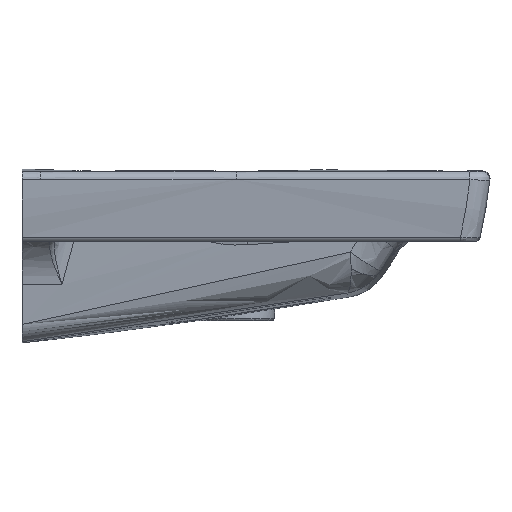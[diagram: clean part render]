
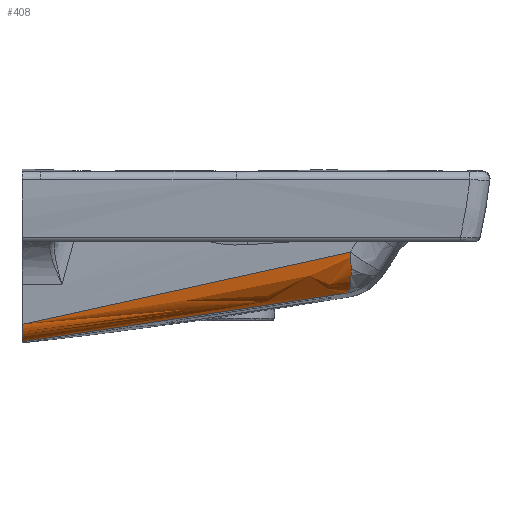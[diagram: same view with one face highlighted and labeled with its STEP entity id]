
A CAD part, left-side view. The second image highlights one B-rep face of the part: STEP entity #408.
In plain terms, the highlighted free-form (B-spline) face has degree [3, 3] with [10, 4] control points.
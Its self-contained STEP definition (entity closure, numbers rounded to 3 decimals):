
#131=(
BOUNDED_SURFACE()
B_SPLINE_SURFACE(3,3,((#9468,#9469,#9470,#9471),(#9472,#9473,#9474,#9475),
(#9476,#9477,#9478,#9479),(#9480,#9481,#9482,#9483),(#9484,#9485,#9486,
#9487),(#9488,#9489,#9490,#9491),(#9492,#9493,#9494,#9495),(#9496,#9497,
#9498,#9499),(#9500,#9501,#9502,#9503),(#9504,#9505,#9506,#9507)),
 .UNSPECIFIED.,.F.,.F.,.F.)
B_SPLINE_SURFACE_WITH_KNOTS((4,1,1,1,1,1,1,4),(4,4),(0.,0.021,
0.052,0.083,0.864,0.895,
0.926,1.),(0.,1.),.UNSPECIFIED.)
GEOMETRIC_REPRESENTATION_ITEM()
RATIONAL_B_SPLINE_SURFACE(((1.019,1.019,1.019,
1.019),(1.019,1.019,1.019,1.019),
(1.019,1.019,1.019,1.019),(1.019,
1.019,1.019,1.019),(0.842,0.844,
0.846,0.847),(0.842,0.844,
0.846,0.847),(1.019,1.019,
1.019,1.019),(1.019,1.019,1.019,
1.019),(1.019,1.019,1.019,1.019),
(1.019,1.019,1.019,1.019)))
REPRESENTATION_ITEM('')
SURFACE()
);
#182=(
BOUNDED_CURVE()
B_SPLINE_CURVE(3,(#8052,#8053,#8054,#8055),.UNSPECIFIED.,.F.,.F.)
B_SPLINE_CURVE_WITH_KNOTS((4,4),(0.,1.),.UNSPECIFIED.)
CURVE()
GEOMETRIC_REPRESENTATION_ITEM()
RATIONAL_B_SPLINE_CURVE((1.,1.,1.,
1.))
REPRESENTATION_ITEM('')
);
#408=ADVANCED_FACE('',(#573),#131,.T.);
#573=FACE_OUTER_BOUND('',#722,.T.);
#722=EDGE_LOOP('',(#1097,#1098,#1099,#1100,#1101));
#1097=ORIENTED_EDGE('',*,*,#2045,.F.);
#1098=ORIENTED_EDGE('',*,*,#2046,.F.);
#1099=ORIENTED_EDGE('',*,*,#2027,.T.);
#1100=ORIENTED_EDGE('',*,*,#2029,.T.);
#1101=ORIENTED_EDGE('',*,*,#2034,.T.);
#1720=VERTEX_POINT('',#7601);
#1726=VERTEX_POINT('',#7899);
#1735=VERTEX_POINT('',#8096);
#1737=VERTEX_POINT('',#8594);
#1742=VERTEX_POINT('',#9461);
#2027=EDGE_CURVE('',#1726,#1720,#182,.T.);
#2029=EDGE_CURVE('',#1720,#1735,#2378,.T.);
#2034=EDGE_CURVE('',#1735,#1737,#2382,.T.);
#2045=EDGE_CURVE('',#1742,#1737,#2390,.T.);
#2046=EDGE_CURVE('',#1726,#1742,#2391,.T.);
#2378=B_SPLINE_CURVE_WITH_KNOTS('',3,(#8097,#8098,#8099,#8100,#8101,#8102,
#8103,#8104),.UNSPECIFIED.,.F.,.F.,(4,2,2,4),(0.,0.5,0.75,1.),
 .UNSPECIFIED.);
#2382=B_SPLINE_CURVE_WITH_KNOTS('',3,(#8595,#8596,#8597,#8598),
 .UNSPECIFIED.,.F.,.F.,(4,4),(0.,1.),.UNSPECIFIED.);
#2390=B_SPLINE_CURVE_WITH_KNOTS('',3,(#9441,#9442,#9443,#9444,#9445,#9446,
#9447,#9448,#9449,#9450,#9451,#9452,#9453,#9454,#9455,#9456,#9457,#9458,
#9459,#9460),.UNSPECIFIED.,.F.,.F.,(4,2,2,2,2,2,2,2,2,4),(0.,0.25,0.313,
0.375,0.5,0.563,0.594,0.625,0.75,1.),.UNSPECIFIED.);
#2391=B_SPLINE_CURVE_WITH_KNOTS('',3,(#9462,#9463,#9464,#9465,#9466,#9467),
 .UNSPECIFIED.,.F.,.F.,(4,2,4),(0.,0.5,1.),.UNSPECIFIED.);
#7601=CARTESIAN_POINT('',(-198.483,-326.213,-122.025));
#7899=CARTESIAN_POINT('',(-226.341,0.,-170.773));
#8052=CARTESIAN_POINT('',(-226.341,0.,-170.773));
#8053=CARTESIAN_POINT('',(-217.149,-108.907,-155.699));
#8054=CARTESIAN_POINT('',(-207.865,-217.654,-139.451));
#8055=CARTESIAN_POINT('',(-198.483,-326.213,-122.025));
#8096=CARTESIAN_POINT('',(-236.027,-330.556,-97.407));
#8097=CARTESIAN_POINT('',(-198.483,-326.213,-122.025));
#8098=CARTESIAN_POINT('',(-205.396,-327.539,-121.515));
#8099=CARTESIAN_POINT('',(-212.948,-328.593,-119.259));
#8100=CARTESIAN_POINT('',(-223.067,-329.654,-112.858));
#8101=CARTESIAN_POINT('',(-226.226,-329.925,-110.244));
#8102=CARTESIAN_POINT('',(-231.762,-330.329,-104.281));
#8103=CARTESIAN_POINT('',(-234.138,-330.463,-100.936));
#8104=CARTESIAN_POINT('',(-236.028,-330.557,-97.407));
#8594=CARTESIAN_POINT('',(-241.374,-329.401,-80.793));
#8595=CARTESIAN_POINT('',(-236.028,-330.557,-97.407));
#8596=CARTESIAN_POINT('',(-239.362,-330.231,-91.302));
#8597=CARTESIAN_POINT('',(-240.791,-329.798,-85.523));
#8598=CARTESIAN_POINT('',(-241.374,-329.398,-80.791));
#9441=CARTESIAN_POINT('',(-245.225,0.,-153.348));
#9442=CARTESIAN_POINT('',(-244.867,-31.863,-146.752));
#9443=CARTESIAN_POINT('',(-244.527,-61.787,-140.432));
#9444=CARTESIAN_POINT('',(-244.124,-96.904,-132.906));
#9445=CARTESIAN_POINT('',(-244.045,-103.809,-131.42));
#9446=CARTESIAN_POINT('',(-243.884,-117.787,-128.4));
#9447=CARTESIAN_POINT('',(-243.803,-124.77,-126.886));
#9448=CARTESIAN_POINT('',(-243.56,-145.701,-122.33));
#9449=CARTESIAN_POINT('',(-243.398,-159.632,-119.274));
#9450=CARTESIAN_POINT('',(-243.154,-180.499,-114.663));
#9451=CARTESIAN_POINT('',(-243.072,-187.45,-113.122));
#9452=CARTESIAN_POINT('',(-242.949,-197.869,-110.803));
#9453=CARTESIAN_POINT('',(-242.91,-201.197,-110.06));
#9454=CARTESIAN_POINT('',(-242.831,-207.864,-108.571));
#9455=CARTESIAN_POINT('',(-242.792,-211.188,-107.827));
#9456=CARTESIAN_POINT('',(-242.596,-227.756,-104.113));
#9457=CARTESIAN_POINT('',(-242.44,-240.851,-101.156));
#9458=CARTESIAN_POINT('',(-241.976,-279.649,-92.336));
#9459=CARTESIAN_POINT('',(-241.672,-304.866,-86.522));
#9460=CARTESIAN_POINT('',(-241.374,-329.398,-80.791));
#9461=CARTESIAN_POINT('',(-245.225,0.,-153.348));
#9462=CARTESIAN_POINT('',(-226.341,0.,-170.773));
#9463=CARTESIAN_POINT('',(-231.027,0.,-170.56));
#9464=CARTESIAN_POINT('',(-235.512,0.,-168.665));
#9465=CARTESIAN_POINT('',(-242.351,0.,-162.308));
#9466=CARTESIAN_POINT('',(-244.573,0.,-157.975));
#9467=CARTESIAN_POINT('',(-245.225,0.,-153.348));
#9468=CARTESIAN_POINT('',(-189.955,-351.638,-117.937));
#9469=CARTESIAN_POINT('',(-201.885,-228.942,-137.853));
#9470=CARTESIAN_POINT('',(-213.667,-106.031,-156.251));
#9471=CARTESIAN_POINT('',(-225.31,17.062,-173.142));
#9472=CARTESIAN_POINT('',(-190.482,-351.65,-117.941));
#9473=CARTESIAN_POINT('',(-202.304,-228.951,-137.856));
#9474=CARTESIAN_POINT('',(-213.978,-106.038,-156.252));
#9475=CARTESIAN_POINT('',(-225.516,17.057,-173.142));
#9476=CARTESIAN_POINT('',(-191.789,-351.678,-117.951));
#9477=CARTESIAN_POINT('',(-203.341,-228.972,-137.862));
#9478=CARTESIAN_POINT('',(-214.75,-106.054,-156.255));
#9479=CARTESIAN_POINT('',(-226.027,17.047,-173.144));
#9480=CARTESIAN_POINT('',(-193.876,-351.724,-117.967));
#9481=CARTESIAN_POINT('',(-204.998,-229.008,-137.871));
#9482=CARTESIAN_POINT('',(-215.983,-106.079,-156.261));
#9483=CARTESIAN_POINT('',(-226.842,17.029,-173.147));
#9484=CARTESIAN_POINT('',(-219.721,-352.173,-117.479));
#9485=CARTESIAN_POINT('',(-225.431,-229.669,-137.401));
#9486=CARTESIAN_POINT('',(-231.146,-106.62,-155.892));
#9487=CARTESIAN_POINT('',(-236.859,16.856,-172.921));
#9488=CARTESIAN_POINT('',(-238.913,-349.676,-99.962));
#9489=CARTESIAN_POINT('',(-240.679,-227.844,-123.572));
#9490=CARTESIAN_POINT('',(-242.497,-105.363,-145.655));
#9491=CARTESIAN_POINT('',(-244.358,17.648,-166.18));
#9492=CARTESIAN_POINT('',(-241.427,-345.536,-74.567));
#9493=CARTESIAN_POINT('',(-242.87,-224.476,-103.522));
#9494=CARTESIAN_POINT('',(-244.246,-102.948,-130.772));
#9495=CARTESIAN_POINT('',(-245.556,19.005,-156.324));
#9496=CARTESIAN_POINT('',(-241.669,-344.983,-71.189));
#9497=CARTESIAN_POINT('',(-243.09,-224.067,-100.839));
#9498=CARTESIAN_POINT('',(-244.425,-102.661,-128.774));
#9499=CARTESIAN_POINT('',(-245.681,19.187,-155.002));
#9500=CARTESIAN_POINT('',(-241.856,-344.556,-68.58));
#9501=CARTESIAN_POINT('',(-243.259,-223.75,-98.765));
#9502=CARTESIAN_POINT('',(-244.564,-102.44,-127.23));
#9503=CARTESIAN_POINT('',(-245.778,19.329,-153.981));
#9504=CARTESIAN_POINT('',(-241.988,-344.255,-66.738));
#9505=CARTESIAN_POINT('',(-243.378,-223.526,-97.302));
#9506=CARTESIAN_POINT('',(-244.662,-102.284,-126.14));
#9507=CARTESIAN_POINT('',(-245.846,19.428,-153.261));
